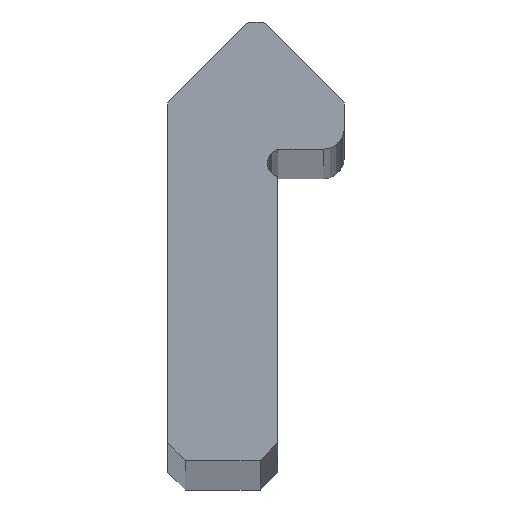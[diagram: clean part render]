
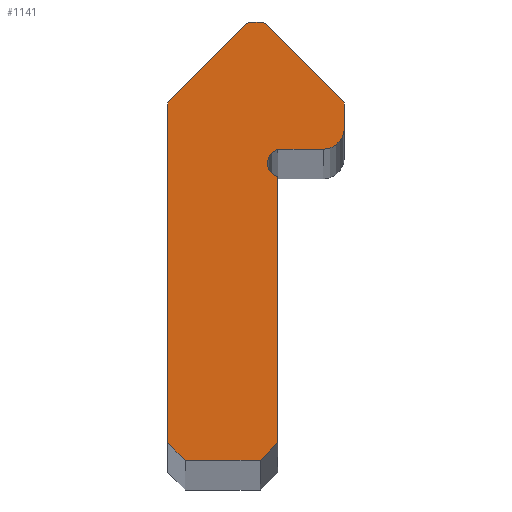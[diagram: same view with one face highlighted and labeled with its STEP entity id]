
A CAD part, top view. The second image highlights one B-rep face of the part: STEP entity #1141.
In plain terms, the highlighted planar face has unit normal (0, 0, 1).
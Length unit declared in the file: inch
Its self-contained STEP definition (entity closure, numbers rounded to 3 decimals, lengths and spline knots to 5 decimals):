
#3 = DIRECTION ( 'NONE',  ( 1., 0., 0. ) ) ;
#6 = DIRECTION ( 'NONE',  ( 1., 0., 0. ) ) ;
#30 = EDGE_CURVE ( 'NONE', #1510, #1352, #692, .T. ) ;
#32 = DIRECTION ( 'NONE',  ( 0., 0., 1. ) ) ;
#35 = VECTOR ( 'NONE', #1109, 39.37008 ) ;
#53 = DIRECTION ( 'NONE',  ( 0.707, 0.707, 0. ) ) ;
#86 = CARTESIAN_POINT ( 'NONE',  ( 0.125, -0.16193, 0. ) ) ;
#90 = EDGE_CURVE ( 'NONE', #1702, #1587, #981, .T. ) ;
#112 = CIRCLE ( 'NONE', #219, 0.045 ) ;
#143 = ORIENTED_EDGE ( 'NONE', *, *, #1196, .T. ) ;
#157 = CIRCLE ( 'NONE', #716, 0.03 ) ;
#175 = CIRCLE ( 'NONE', #1718, 0.03 ) ;
#186 = EDGE_CURVE ( 'NONE', #212, #1568, #112, .T. ) ;
#211 = LINE ( 'NONE', #1013, #523 ) ;
#212 = VERTEX_POINT ( 'NONE', #1371 ) ;
#219 = AXIS2_PLACEMENT_3D ( 'NONE', #728, #32, #1125 ) ;
#235 = LINE ( 'NONE', #1051, #1547 ) ;
#240 = CARTESIAN_POINT ( 'NONE',  ( 0.125, -0.16193, 0. ) ) ;
#273 = DIRECTION ( 'NONE',  ( 1., 0., 0. ) ) ;
#277 = VERTEX_POINT ( 'NONE', #348 ) ;
#284 = DIRECTION ( 'NONE',  ( 0.707, -0.707, 0. ) ) ;
#299 = VECTOR ( 'NONE', #1310, 39.37008 ) ;
#306 = ORIENTED_EDGE ( 'NONE', *, *, #1700, .T. ) ;
#312 = EDGE_CURVE ( 'NONE', #886, #1510, #211, .T. ) ;
#337 = LINE ( 'NONE', #86, #623 ) ;
#348 = CARTESIAN_POINT ( 'NONE',  ( -0.125, -0.13036, 0. ) ) ;
#353 = VERTEX_POINT ( 'NONE', #918 ) ;
#374 = DIRECTION ( 'NONE',  ( 0., 1., 0. ) ) ;
#379 = DIRECTION ( 'NONE',  ( 1., 0., 0. ) ) ;
#416 = LINE ( 'NONE', #798, #35 ) ;
#434 = CARTESIAN_POINT ( 'NONE',  ( 0.1244, -0.1244, 0. ) ) ;
#473 = EDGE_CURVE ( 'NONE', #353, #951, #1427, .T. ) ;
#490 = EDGE_CURVE ( 'NONE', #1568, #989, #566, .T. ) ;
#509 = CARTESIAN_POINT ( 'NONE',  ( -0.01371, -0.01371, 0. ) ) ;
#510 = CARTESIAN_POINT ( 'NONE',  ( 0.031, -0.23066, 0. ) ) ;
#523 = VECTOR ( 'NONE', #53, 39.37008 ) ;
#542 = LINE ( 'NONE', #1734, #299 ) ;
#555 = DIRECTION ( 'NONE',  ( 0., 1., 0. ) ) ;
#566 = LINE ( 'NONE', #1000, #1093 ) ;
#582 = ORIENTED_EDGE ( 'NONE', *, *, #1044, .T. ) ;
#585 = CARTESIAN_POINT ( 'NONE',  ( 0.031, -0.19193, 0. ) ) ;
#607 = DIRECTION ( 'NONE',  ( -0.707, -0.707, 0. ) ) ;
#623 = VECTOR ( 'NONE', #374, 39.37008 ) ;
#637 = ORIENTED_EDGE ( 'NONE', *, *, #186, .T. ) ;
#651 = CARTESIAN_POINT ( 'NONE',  ( -0.1244, -0.1244, 0. ) ) ;
#692 = LINE ( 'NONE', #1193, #1003 ) ;
#700 = EDGE_CURVE ( 'NONE', #1587, #886, #235, .T. ) ;
#716 = AXIS2_PLACEMENT_3D ( 'NONE', #1667, #970, #3 ) ;
#719 = CARTESIAN_POINT ( 'NONE',  ( 0.031, -0.19193, 0. ) ) ;
#721 = CARTESIAN_POINT ( 'NONE',  ( 0.031, -0.60693, 0. ) ) ;
#725 = LINE ( 'NONE', #719, #1178 ) ;
#728 = CARTESIAN_POINT ( 'NONE',  ( 0., -0.05657, 0. ) ) ;
#756 = ORIENTED_EDGE ( 'NONE', *, *, #30, .T. ) ;
#786 = AXIS2_PLACEMENT_3D ( 'NONE', #1489, #1219, #1368 ) ;
#798 = CARTESIAN_POINT ( 'NONE',  ( 0.1244, -0.1244, 0. ) ) ;
#822 = CARTESIAN_POINT ( 'NONE',  ( 0.095, -0.16193, 0. ) ) ;
#825 = ORIENTED_EDGE ( 'NONE', *, *, #1331, .T. ) ;
#826 = ORIENTED_EDGE ( 'NONE', *, *, #312, .T. ) ;
#829 = CARTESIAN_POINT ( 'NONE',  ( 0.125, -0.13036, 0. ) ) ;
#869 = CARTESIAN_POINT ( 'NONE',  ( -0.125, -0.60693, 0. ) ) ;
#886 = VERTEX_POINT ( 'NONE', #1155 ) ;
#891 = FACE_OUTER_BOUND ( 'NONE', #1696, .T. ) ;
#918 = CARTESIAN_POINT ( 'NONE',  ( 0.095, -0.19193, 0. ) ) ;
#929 = ORIENTED_EDGE ( 'NONE', *, *, #1172, .T. ) ;
#951 = VERTEX_POINT ( 'NONE', #240 ) ;
#970 = DIRECTION ( 'NONE',  ( 0., 0., 1. ) ) ;
#981 = LINE ( 'NONE', #869, #1426 ) ;
#989 = VERTEX_POINT ( 'NONE', #651 ) ;
#1000 = CARTESIAN_POINT ( 'NONE',  ( -0.01371, -0.01371, 0. ) ) ;
#1003 = VECTOR ( 'NONE', #555, 39.37008 ) ;
#1013 = CARTESIAN_POINT ( 'NONE',  ( 0.006, -0.63193, 0. ) ) ;
#1021 = CARTESIAN_POINT ( 'NONE',  ( -0.095, -0.13036, 0. ) ) ;
#1031 = CIRCLE ( 'NONE', #786, 0.02 ) ;
#1034 = ORIENTED_EDGE ( 'NONE', *, *, #1731, .T. ) ;
#1044 = EDGE_CURVE ( 'NONE', #989, #277, #175, .T. ) ;
#1051 = CARTESIAN_POINT ( 'NONE',  ( -0.1, -0.63193, 0. ) ) ;
#1093 = VECTOR ( 'NONE', #607, 39.37008 ) ;
#1109 = DIRECTION ( 'NONE',  ( -0.707, 0.707, 0. ) ) ;
#1125 = DIRECTION ( 'NONE',  ( 1., 0., 0. ) ) ;
#1139 = ORIENTED_EDGE ( 'NONE', *, *, #1612, .T. ) ;
#1141 = ADVANCED_FACE ( 'NONE', ( #891 ), #1432, .T. ) ;
#1149 = ORIENTED_EDGE ( 'NONE', *, *, #90, .T. ) ;
#1155 = CARTESIAN_POINT ( 'NONE',  ( 0.006, -0.63193, 0. ) ) ;
#1172 = EDGE_CURVE ( 'NONE', #1184, #212, #416, .T. ) ;
#1175 = VERTEX_POINT ( 'NONE', #829 ) ;
#1178 = VECTOR ( 'NONE', #1218, 39.37008 ) ;
#1184 = VERTEX_POINT ( 'NONE', #434 ) ;
#1187 = ORIENTED_EDGE ( 'NONE', *, *, #473, .T. ) ;
#1193 = CARTESIAN_POINT ( 'NONE',  ( 0.031, -0.60693, 0. ) ) ;
#1196 = EDGE_CURVE ( 'NONE', #1352, #1540, #1031, .T. ) ;
#1218 = DIRECTION ( 'NONE',  ( 1., 0., 0. ) ) ;
#1219 = DIRECTION ( 'NONE',  ( 0., 0., -1. ) ) ;
#1304 = ORIENTED_EDGE ( 'NONE', *, *, #700, .T. ) ;
#1310 = DIRECTION ( 'NONE',  ( 0., -1., 0. ) ) ;
#1331 = EDGE_CURVE ( 'NONE', #951, #1175, #337, .T. ) ;
#1352 = VERTEX_POINT ( 'NONE', #510 ) ;
#1368 = DIRECTION ( 'NONE',  ( 1., 0., 0. ) ) ;
#1371 = CARTESIAN_POINT ( 'NONE',  ( 0.01371, -0.01371, 0. ) ) ;
#1392 = CARTESIAN_POINT ( 'NONE',  ( -0.125, -0.60693, 0. ) ) ;
#1426 = VECTOR ( 'NONE', #284, 39.37008 ) ;
#1427 = CIRCLE ( 'NONE', #1545, 0.03 ) ;
#1432 = PLANE ( 'NONE',  #1461 ) ;
#1447 = DIRECTION ( 'NONE',  ( 0., 0., 1. ) ) ;
#1461 = AXIS2_PLACEMENT_3D ( 'NONE', #1523, #1641, #6 ) ;
#1474 = ORIENTED_EDGE ( 'NONE', *, *, #490, .T. ) ;
#1489 = CARTESIAN_POINT ( 'NONE',  ( 0.036, -0.21129, 0. ) ) ;
#1507 = DIRECTION ( 'NONE',  ( 0., 0., 1. ) ) ;
#1510 = VERTEX_POINT ( 'NONE', #721 ) ;
#1523 = CARTESIAN_POINT ( 'NONE',  ( 0.036, -0.21129, 0. ) ) ;
#1540 = VERTEX_POINT ( 'NONE', #585 ) ;
#1545 = AXIS2_PLACEMENT_3D ( 'NONE', #822, #1507, #273 ) ;
#1547 = VECTOR ( 'NONE', #379, 39.37008 ) ;
#1568 = VERTEX_POINT ( 'NONE', #509 ) ;
#1587 = VERTEX_POINT ( 'NONE', #1755 ) ;
#1612 = EDGE_CURVE ( 'NONE', #277, #1702, #542, .T. ) ;
#1641 = DIRECTION ( 'NONE',  ( 0., 0., 1. ) ) ;
#1667 = CARTESIAN_POINT ( 'NONE',  ( 0.095, -0.13036, 0. ) ) ;
#1696 = EDGE_LOOP ( 'NONE', ( #143, #1034, #1187, #825, #306, #929, #637, #1474, #582, #1139, #1149, #1304, #826, #756 ) ) ;
#1700 = EDGE_CURVE ( 'NONE', #1175, #1184, #157, .T. ) ;
#1702 = VERTEX_POINT ( 'NONE', #1392 ) ;
#1718 = AXIS2_PLACEMENT_3D ( 'NONE', #1021, #1447, #1727 ) ;
#1727 = DIRECTION ( 'NONE',  ( 1., 0., 0. ) ) ;
#1731 = EDGE_CURVE ( 'NONE', #1540, #353, #725, .T. ) ;
#1734 = CARTESIAN_POINT ( 'NONE',  ( -0.125, -0.13036, 0. ) ) ;
#1755 = CARTESIAN_POINT ( 'NONE',  ( -0.1, -0.63193, 0. ) ) ;
